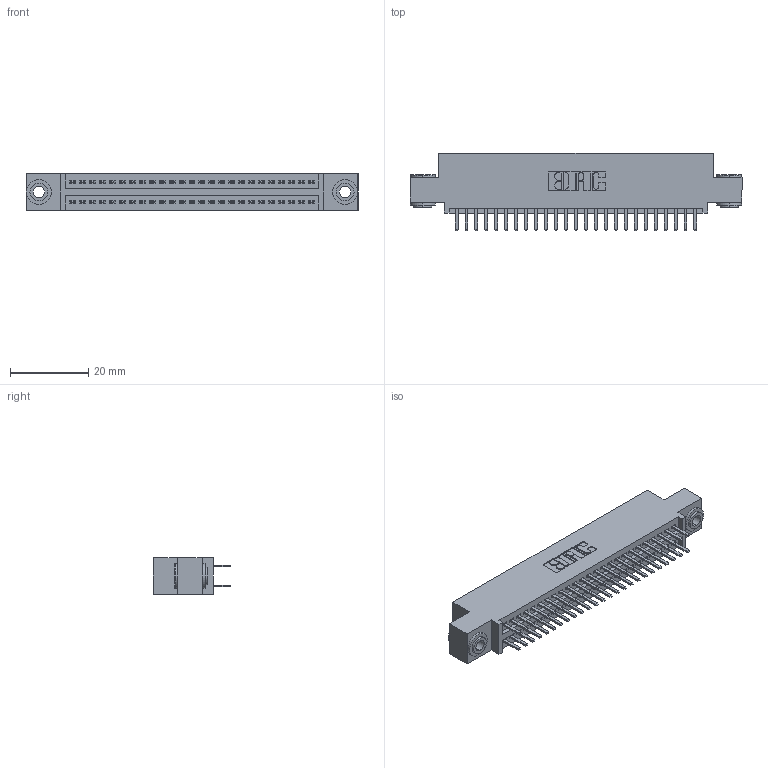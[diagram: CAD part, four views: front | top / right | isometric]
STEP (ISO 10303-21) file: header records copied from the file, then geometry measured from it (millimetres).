
FILE_DESCRIPTION (( 'STEP AP203' ), '1' );
FILE_NAME ('395-050-520-503.STEP', '2018-11-20T05:15:27', ( '' ), ( '' ), 'SwSTEP 2.0', 'SolidWorks 2016', '' );
FILE_SCHEMA (( 'CONFIG_CONTROL_DESIGN' ));
Length unit declared in the file: inch
Products named in the file (4): 345-250-002_345-250-002-102; 395-050-520-503; 345-292-001_345-293-120; 345 Part_0.110 Offset - 0.156 Dia-TH
Assembly tree (53 placements, depth 2):
  395-050-520-503
    345 Part_0.110 Offset - 0.156 Dia-TH
    345-292-001_345-293-120  x50
    345-250-002_345-250-002-102  x2
Bounding box: 84.71 x 19.68 x 9.4 mm (x, y, z)
Volume: 7995 mm3; surface area: 11739.6 mm2
Topology: 53 solids, 53 shells, 2868 faces, 8279 edges, 5382 vertices
Faces by surface type: plane 1844, cylinder 1016, cone 8
Entity records: 22800 total; most frequent: CARTESIAN_POINT 3827, ORIENTED_EDGE 3742, DIRECTION 3413, EDGE_CURVE 1871, LINE 1611, VECTOR 1611, VERTEX_POINT 1242, AXIS2_PLACEMENT_3D 901
